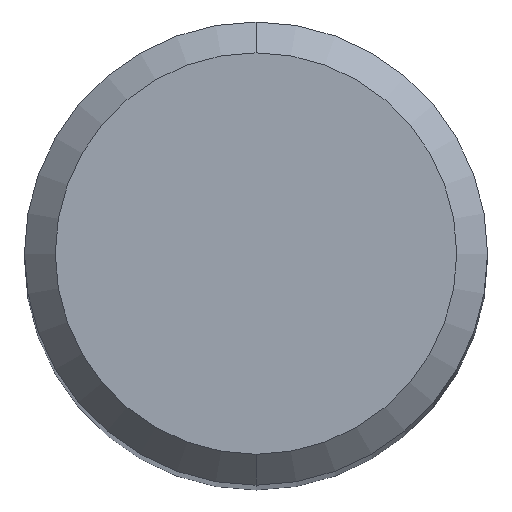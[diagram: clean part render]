
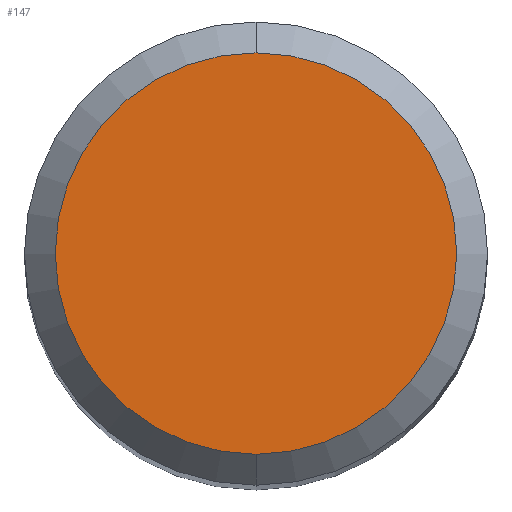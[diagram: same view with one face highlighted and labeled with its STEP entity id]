
A CAD part, top view. The second image highlights one B-rep face of the part: STEP entity #147.
In plain terms, the highlighted planar face has unit normal (0, 0, 1).
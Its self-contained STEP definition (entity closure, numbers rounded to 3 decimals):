
#141=VERTEX_POINT('',#309);
#147=ADVANCED_FACE('',(#315),#316,.T.);
#159=VERTEX_POINT('',#328);
#171=EDGE_CURVE('',#141,#159,#341,.T.);
#189=EDGE_CURVE('',#159,#141,#362,.T.);
#309=CARTESIAN_POINT('',(0.0,2.6,0.0));
#315=FACE_OUTER_BOUND('',#499,.T.);
#316=PLANE('',#500);
#328=CARTESIAN_POINT('',(0.,-2.6,0.0));
#341=CIRCLE('',#531,2.6);
#362=CIRCLE('',#556,2.6);
#499=EDGE_LOOP('',(#710,#711));
#500=AXIS2_PLACEMENT_3D('',#712,#713,#714);
#531=AXIS2_PLACEMENT_3D('',#732,#733,#734);
#556=AXIS2_PLACEMENT_3D('',#761,#762,#763);
#710=ORIENTED_EDGE('',*,*,#171,.F.);
#711=ORIENTED_EDGE('',*,*,#189,.F.);
#712=CARTESIAN_POINT('',(0.0,1.3,0.0));
#713=DIRECTION('',(-0.0,0.0,1.0));
#714=DIRECTION('',(0.0,-1.0,0.0));
#732=CARTESIAN_POINT('',(0.0,0.0,0.0));
#733=DIRECTION('',(0.0,0.0,-1.0));
#734=DIRECTION('',(0.0,1.0,0.0));
#761=CARTESIAN_POINT('',(0.0,0.0,0.0));
#762=DIRECTION('',(0.0,0.0,-1.0));
#763=DIRECTION('',(0.0,1.0,0.0));
